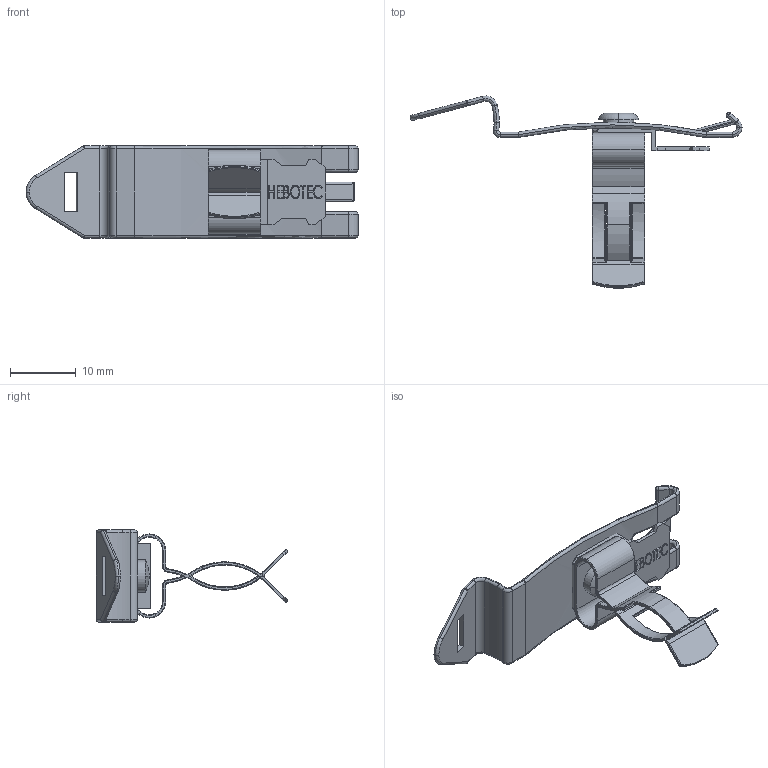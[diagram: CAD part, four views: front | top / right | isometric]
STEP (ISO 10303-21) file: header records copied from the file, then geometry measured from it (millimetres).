
FILE_DESCRIPTION (( 'STEP AP214' ), '1' );
FILE_NAME ('1031-011.STEP', '2024-03-27T12:47:24', ( '' ), ( '' ), 'SwSTEP 2.0', 'SolidWorks 2022', '' );
FILE_SCHEMA (( 'AUTOMOTIVE_DESIGN' ));
Length unit declared in the file: millimetre
Products named in the file (5): 1031-011; 1030-020; 3x1,5_2,5mm Blechstärke; 1022-052 .; 1011-001
Assembly tree (4 placements, depth 2):
  1031-011
    1030-020
    1022-052 .
    3x1,5_2,5mm Blechstärke
    1011-001
Bounding box: 50.51 x 29.21 x 14 mm (x, y, z)
Volume: 971 mm3; surface area: 3092.2 mm2
Topology: 4 solids, 4 shells, 505 faces, 1236 edges, 720 vertices
Faces by surface type: cylinder 159, plane 142, torus 126, bspline 44, sphere 34
Entity records: 22338 total; most frequent: CARTESIAN_POINT 7148, ORIENTED_EDGE 2398, DIRECTION 2391, EDGE_CURVE 1199, AXIS2_PLACEMENT_3D 926, VERTEX_POINT 712, LINE 539, VECTOR 539
